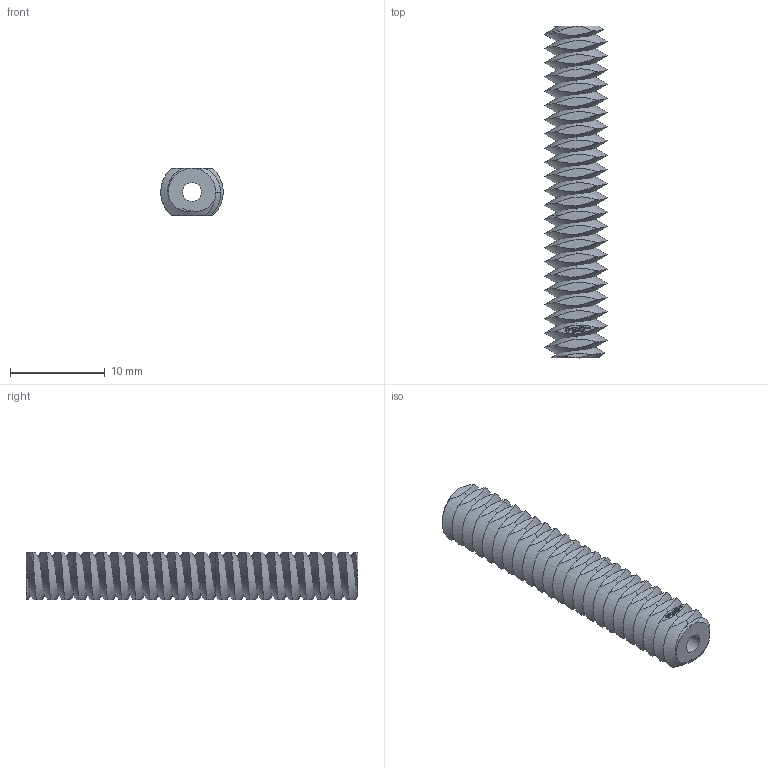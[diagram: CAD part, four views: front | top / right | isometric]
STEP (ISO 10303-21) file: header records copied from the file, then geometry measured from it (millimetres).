
FILE_DESCRIPTION(('FreeCAD Model'),'2;1');
FILE_NAME('Open CASCADE Shape Model','2023-11-29T16:38:54',(''),(''), 'Open CASCADE STEP processor 7.6','FreeCAD','Unknown');
FILE_SCHEMA(('AUTOMOTIVE_DESIGN { 1 0 10303 214 1 1 1 1 }'));
Products named in the file (1): Threaded Rod FL-RH BU02.00 - SPN-THR-0008 (stemfie.org)
Bounding box: 6.6 x 35 x 5 mm (x, y, z)
Volume: 636.7 mm3; surface area: 1281.9 mm2
Topology: 1 solids, 1 shells, 582 faces, 1611 edges, 1065 vertices
Faces by surface type: plane 353, extrusion 168, bspline 53, cone 7, cylinder 1
Full cylindrical faces by diameter (mm): 2 x1
Entity records: 56694 total; most frequent: CARTESIAN_POINT 26835, DIRECTION 4430, VECTOR 3665, LINE 3497, ORIENTED_EDGE 3222, PCURVE 3222, DEFINITIONAL_REPRESENTATION 3222, EDGE_CURVE 1611
